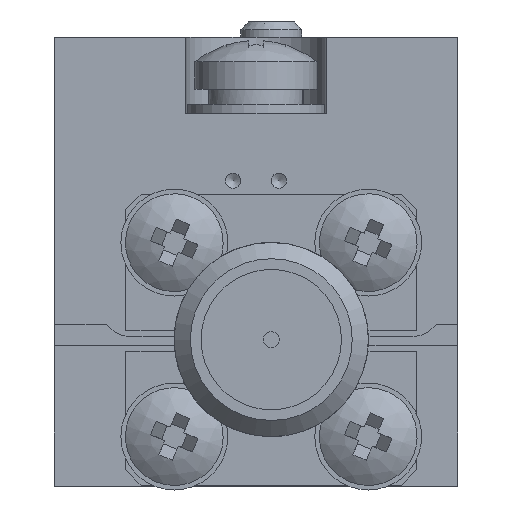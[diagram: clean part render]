
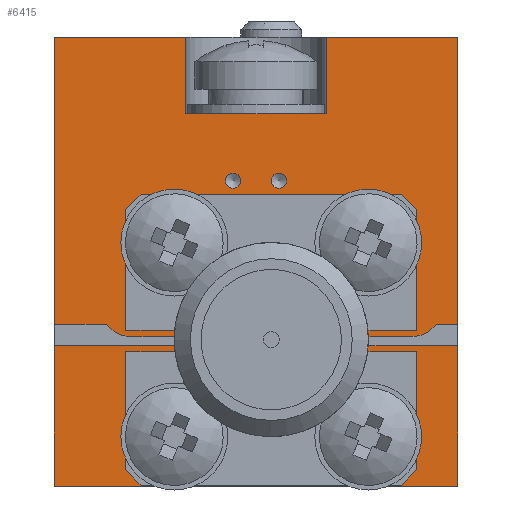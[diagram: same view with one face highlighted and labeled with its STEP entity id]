
A CAD part, left-side view. The second image highlights one B-rep face of the part: STEP entity #6415.
In plain terms, the highlighted planar face has unit normal (-1, 0, 0).
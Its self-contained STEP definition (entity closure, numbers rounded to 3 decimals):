
#6415=ADVANCED_FACE('',(#19082,#19084,#19086,#19088,#19090,#19092,#19094),#19096,
.F.);
#19082=FACE_BOUND('',#19083,.T.);
#19083=EDGE_LOOP('',(#32344,#32345,#32346,#32347,#32348,#32349,#32350,#32351,#32352,
#32353,#32354,#32355,#32356,#32357,#32358,#32359,#32360,#32361,#32362,#32363));
#19084=FACE_BOUND('',#19085,.T.);
#19085=EDGE_LOOP('',(#32364));
#19086=FACE_BOUND('',#19087,.T.);
#19087=EDGE_LOOP('',(#32365));
#19088=FACE_BOUND('',#19089,.T.);
#19089=EDGE_LOOP('',(#32366));
#19090=FACE_BOUND('',#19091,.T.);
#19091=EDGE_LOOP('',(#32367));
#19092=FACE_BOUND('',#19093,.T.);
#19093=EDGE_LOOP('',(#32368));
#19094=FACE_BOUND('',#19095,.T.);
#19095=EDGE_LOOP('',(#32369));
#19096=PLANE('',#19097);
#19097=AXIS2_PLACEMENT_3D('',#19098,#19099,#19100);
#19098=CARTESIAN_POINT('',(-27.5,6.6,14.7));
#19099=DIRECTION('',(1.,0.,-0.));
#19100=DIRECTION('',(0.,1.,0.));
#32344=ORIENTED_EDGE('',*,*,#38465,.F.);
#32345=ORIENTED_EDGE('',*,*,#38466,.F.);
#32346=ORIENTED_EDGE('',*,*,#38467,.F.);
#32347=ORIENTED_EDGE('',*,*,#38468,.T.);
#32348=ORIENTED_EDGE('',*,*,#38469,.F.);
#32349=ORIENTED_EDGE('',*,*,#38444,.T.);
#32350=ORIENTED_EDGE('',*,*,#38470,.F.);
#32351=ORIENTED_EDGE('',*,*,#38471,.F.);
#32352=ORIENTED_EDGE('',*,*,#38472,.F.);
#32353=ORIENTED_EDGE('',*,*,#38473,.F.);
#32354=ORIENTED_EDGE('',*,*,#38474,.F.);
#32355=ORIENTED_EDGE('',*,*,#38440,.T.);
#32356=ORIENTED_EDGE('',*,*,#38475,.T.);
#32357=ORIENTED_EDGE('',*,*,#38089,.F.);
#32358=ORIENTED_EDGE('',*,*,#38476,.F.);
#32359=ORIENTED_EDGE('',*,*,#38477,.F.);
#32360=ORIENTED_EDGE('',*,*,#38478,.F.);
#32361=ORIENTED_EDGE('',*,*,#38479,.F.);
#32362=ORIENTED_EDGE('',*,*,#38480,.F.);
#32363=ORIENTED_EDGE('',*,*,#38085,.F.);
#32364=ORIENTED_EDGE('',*,*,#37694,.F.);
#32365=ORIENTED_EDGE('',*,*,#37696,.F.);
#32366=ORIENTED_EDGE('',*,*,#37698,.F.);
#32367=ORIENTED_EDGE('',*,*,#37700,.F.);
#32368=ORIENTED_EDGE('',*,*,#37702,.F.);
#32369=ORIENTED_EDGE('',*,*,#37704,.F.);
#37694=EDGE_CURVE('',#41769,#41769,#41770,.T.);
#37696=EDGE_CURVE('',#41773,#41773,#41774,.T.);
#37698=EDGE_CURVE('',#41777,#41777,#41778,.T.);
#37700=EDGE_CURVE('',#41781,#41781,#41782,.T.);
#37702=EDGE_CURVE('',#41785,#41785,#41786,.T.);
#37704=EDGE_CURVE('',#41789,#41789,#41790,.T.);
#38085=EDGE_CURVE('',#42550,#42552,#42553,.T.);
#38089=EDGE_CURVE('',#42558,#42560,#42561,.T.);
#38440=EDGE_CURVE('',#43258,#43256,#43259,.T.);
#38444=EDGE_CURVE('',#43266,#43264,#43267,.T.);
#38465=EDGE_CURVE('',#43307,#42550,#43308,.T.);
#38466=EDGE_CURVE('',#43309,#43307,#43310,.T.);
#38467=EDGE_CURVE('',#43311,#43309,#43312,.T.);
#38468=EDGE_CURVE('',#43311,#43313,#43314,.T.);
#38469=EDGE_CURVE('',#43266,#43313,#43315,.T.);
#38470=EDGE_CURVE('',#43316,#43264,#43317,.T.);
#38471=EDGE_CURVE('',#43318,#43316,#43319,.T.);
#38472=EDGE_CURVE('',#43320,#43318,#43321,.T.);
#38473=EDGE_CURVE('',#43322,#43320,#43323,.T.);
#38474=EDGE_CURVE('',#43258,#43322,#43324,.T.);
#38475=EDGE_CURVE('',#43256,#42560,#43325,.T.);
#38476=EDGE_CURVE('',#43326,#42558,#43327,.T.);
#38477=EDGE_CURVE('',#43328,#43326,#43329,.T.);
#38478=EDGE_CURVE('',#43330,#43328,#43331,.T.);
#38479=EDGE_CURVE('',#43332,#43330,#43333,.T.);
#38480=EDGE_CURVE('',#42552,#43332,#43334,.T.);
#41769=VERTEX_POINT('',#53601);
#41770=CIRCLE('',#53602,0.25);
#41773=VERTEX_POINT('',#53712);
#41774=CIRCLE('',#53713,0.25);
#41777=VERTEX_POINT('',#53823);
#41778=CIRCLE('',#53824,0.625);
#41781=VERTEX_POINT('',#53934);
#41782=CIRCLE('',#53935,0.625);
#41785=VERTEX_POINT('',#54045);
#41786=CIRCLE('',#54046,0.625);
#41789=VERTEX_POINT('',#54156);
#41790=CIRCLE('',#54157,0.625);
#42550=VERTEX_POINT('',#57720);
#42552=VERTEX_POINT('',#57724);
#42553=LINE('',#57725,#57726);
#42558=VERTEX_POINT('',#57736);
#42560=VERTEX_POINT('',#57740);
#42561=LINE('',#57741,#57742);
#43256=VERTEX_POINT('',#63440);
#43258=VERTEX_POINT('',#63444);
#43259=LINE('',#63445,#63446);
#43264=VERTEX_POINT('',#63456);
#43266=VERTEX_POINT('',#63460);
#43267=LINE('',#63461,#63462);
#43307=VERTEX_POINT('',#63543);
#43308=LINE('',#63544,#63545);
#43309=VERTEX_POINT('',#63547);
#43310=LINE('',#63548,#63549);
#43311=VERTEX_POINT('',#63551);
#43312=LINE('',#63552,#63553);
#43313=VERTEX_POINT('',#63555);
#43314=LINE('',#63556,#63557);
#43315=LINE('',#63559,#63560);
#43316=VERTEX_POINT('',#63562);
#43317=LINE('',#63563,#63564);
#43318=VERTEX_POINT('',#63566);
#43319=CIRCLE('',#63567,1.);
#43320=VERTEX_POINT('',#63571);
#43321=LINE('',#63572,#63573);
#43322=VERTEX_POINT('',#63575);
#43323=LINE('',#63576,#63577);
#43324=LINE('',#63579,#63580);
#43325=LINE('',#63582,#63583);
#43326=VERTEX_POINT('',#63585);
#43327=LINE('',#63586,#63587);
#43328=VERTEX_POINT('',#63589);
#43329=LINE('',#63590,#63591);
#43330=VERTEX_POINT('',#63593);
#43331=LINE('',#63594,#63595);
#43332=VERTEX_POINT('',#63597);
#43333=CIRCLE('',#63598,1.);
#43334=LINE('',#63602,#63603);
#53601=CARTESIAN_POINT('',(-27.5,-0.75,10.25));
#53602=AXIS2_PLACEMENT_3D('',#53603,#53604,#53605);
#53603=CARTESIAN_POINT('',(-27.5,-0.75,10.));
#53604=DIRECTION('',(-1.,0.,0.));
#53605=DIRECTION('',(-0.,0.,-1.));
#53712=CARTESIAN_POINT('',(-27.5,0.75,10.25));
#53713=AXIS2_PLACEMENT_3D('',#53714,#53715,#53716);
#53714=CARTESIAN_POINT('',(-27.5,0.75,10.));
#53715=DIRECTION('',(-1.,0.,0.));
#53716=DIRECTION('',(-0.,0.,-1.));
#53823=CARTESIAN_POINT('',(-27.5,2.675,8.6));
#53824=AXIS2_PLACEMENT_3D('',#53825,#53826,#53827);
#53825=CARTESIAN_POINT('',(-27.5,2.675,7.975));
#53826=DIRECTION('',(-1.,0.,0.));
#53827=DIRECTION('',(-0.,0.,-1.));
#53934=CARTESIAN_POINT('',(-27.5,-3.675,8.6));
#53935=AXIS2_PLACEMENT_3D('',#53936,#53937,#53938);
#53936=CARTESIAN_POINT('',(-27.5,-3.675,7.975));
#53937=DIRECTION('',(-1.,0.,0.));
#53938=DIRECTION('',(-0.,0.,-1.));
#54045=CARTESIAN_POINT('',(-27.5,-3.675,2.25));
#54046=AXIS2_PLACEMENT_3D('',#54047,#54048,#54049);
#54047=CARTESIAN_POINT('',(-27.5,-3.675,1.625));
#54048=DIRECTION('',(-1.,0.,0.));
#54049=DIRECTION('',(-0.,0.,-1.));
#54156=CARTESIAN_POINT('',(-27.5,2.675,2.25));
#54157=AXIS2_PLACEMENT_3D('',#54158,#54159,#54160);
#54158=CARTESIAN_POINT('',(-27.5,2.675,1.625));
#54159=DIRECTION('',(-1.,0.,0.));
#54160=DIRECTION('',(-0.,0.,-1.));
#57720=CARTESIAN_POINT('',(-27.5,-6.6,14.7));
#57724=CARTESIAN_POINT('',(-27.5,-6.6,5.3));
#57725=CARTESIAN_POINT('',(-27.5,-6.6,14.7));
#57726=VECTOR('',#57727,1.);
#57727=DIRECTION('',(0.,0.,-1.));
#57736=CARTESIAN_POINT('',(-27.5,-6.6,4.6));
#57740=CARTESIAN_POINT('',(-27.5,-6.6,0.));
#57741=CARTESIAN_POINT('',(-27.5,-6.6,4.6));
#57742=VECTOR('',#57743,1.);
#57743=DIRECTION('',(0.,0.,-1.));
#63440=CARTESIAN_POINT('',(-27.5,6.6,0.));
#63444=CARTESIAN_POINT('',(-27.5,6.6,4.6));
#63445=CARTESIAN_POINT('',(-27.5,6.6,4.6));
#63446=VECTOR('',#63447,1.);
#63447=DIRECTION('',(0.,0.,-1.));
#63456=CARTESIAN_POINT('',(-27.5,6.6,5.3));
#63460=CARTESIAN_POINT('',(-27.5,6.6,14.7));
#63461=CARTESIAN_POINT('',(-27.5,6.6,14.7));
#63462=VECTOR('',#63463,1.);
#63463=DIRECTION('',(0.,0.,-1.));
#63543=CARTESIAN_POINT('',(-27.5,-2.3,14.7));
#63544=CARTESIAN_POINT('',(-27.5,-2.3,14.7));
#63545=VECTOR('',#63546,1.);
#63546=DIRECTION('',(0.,-1.,0.));
#63547=CARTESIAN_POINT('',(-27.5,-2.3,12.2));
#63548=CARTESIAN_POINT('',(-27.5,-2.3,12.2));
#63549=VECTOR('',#63550,1.);
#63550=DIRECTION('',(0.,0.,1.));
#63551=CARTESIAN_POINT('',(-27.5,2.3,12.2));
#63552=CARTESIAN_POINT('',(-27.5,2.3,12.2));
#63553=VECTOR('',#63554,1.);
#63554=DIRECTION('',(0.,-1.,0.));
#63555=CARTESIAN_POINT('',(-27.5,2.3,14.7));
#63556=CARTESIAN_POINT('',(-27.5,2.3,12.2));
#63557=VECTOR('',#63558,1.);
#63558=DIRECTION('',(0.,0.,1.));
#63559=CARTESIAN_POINT('',(-27.5,6.6,14.7));
#63560=VECTOR('',#63561,1.);
#63561=DIRECTION('',(0.,-1.,0.));
#63562=CARTESIAN_POINT('',(-27.5,4.9,5.3));
#63563=CARTESIAN_POINT('',(-27.5,4.9,5.3));
#63564=VECTOR('',#63565,1.);
#63565=DIRECTION('',(0.,1.,0.));
#63566=CARTESIAN_POINT('',(-27.5,4.1,4.9));
#63567=AXIS2_PLACEMENT_3D('',#63568,#63569,#63570);
#63568=CARTESIAN_POINT('',(-27.5,4.1,5.9));
#63569=DIRECTION('',(1.,0.,0.));
#63570=DIRECTION('',(0.,0.,-1.));
#63571=CARTESIAN_POINT('',(-27.5,2.6,4.9));
#63572=CARTESIAN_POINT('',(-27.5,2.6,4.9));
#63573=VECTOR('',#63574,1.);
#63574=DIRECTION('',(0.,1.,0.));
#63575=CARTESIAN_POINT('',(-27.5,2.6,4.6));
#63576=CARTESIAN_POINT('',(-27.5,2.6,4.6));
#63577=VECTOR('',#63578,1.);
#63578=DIRECTION('',(0.,0.,1.));
#63579=CARTESIAN_POINT('',(-27.5,6.6,4.6));
#63580=VECTOR('',#63581,1.);
#63581=DIRECTION('',(0.,-1.,0.));
#63582=CARTESIAN_POINT('',(-27.5,6.6,0.));
#63583=VECTOR('',#63584,1.);
#63584=DIRECTION('',(0.,-1.,0.));
#63585=CARTESIAN_POINT('',(-27.5,-3.6,4.6));
#63586=CARTESIAN_POINT('',(-27.5,-3.6,4.6));
#63587=VECTOR('',#63588,1.);
#63588=DIRECTION('',(0.,-1.,0.));
#63589=CARTESIAN_POINT('',(-27.5,-3.6,4.9));
#63590=CARTESIAN_POINT('',(-27.5,-3.6,4.9));
#63591=VECTOR('',#63592,1.);
#63592=DIRECTION('',(0.,0.,-1.));
#63593=CARTESIAN_POINT('',(-27.5,-5.1,4.9));
#63594=CARTESIAN_POINT('',(-27.5,-5.1,4.9));
#63595=VECTOR('',#63596,1.);
#63596=DIRECTION('',(0.,1.,0.));
#63597=CARTESIAN_POINT('',(-27.5,-5.9,5.3));
#63598=AXIS2_PLACEMENT_3D('',#63599,#63600,#63601);
#63599=CARTESIAN_POINT('',(-27.5,-5.1,5.9));
#63600=DIRECTION('',(1.,0.,0.));
#63601=DIRECTION('',(0.,-0.8,-0.6));
#63602=CARTESIAN_POINT('',(-27.5,-6.6,5.3));
#63603=VECTOR('',#63604,1.);
#63604=DIRECTION('',(0.,1.,0.));
